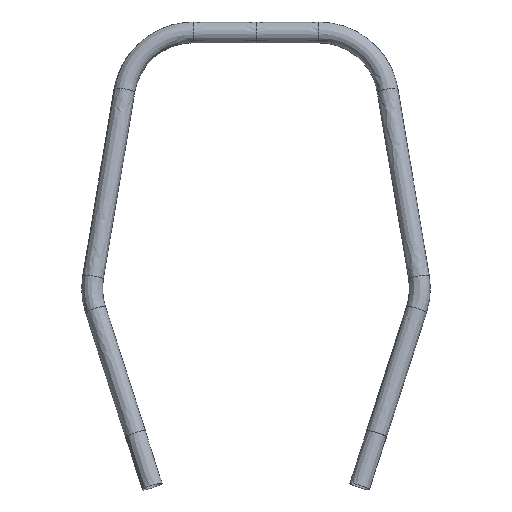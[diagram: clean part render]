
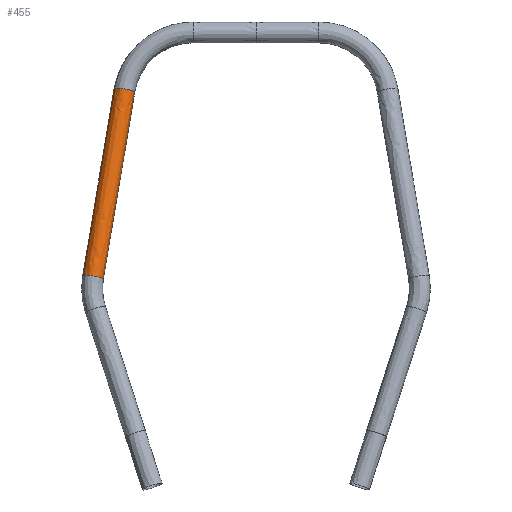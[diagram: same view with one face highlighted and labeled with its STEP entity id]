
A CAD part, left-side view. The second image highlights one B-rep face of the part: STEP entity #455.
In plain terms, the highlighted free-form (B-spline) face has degree [5, 5] with [6, 6] control points.
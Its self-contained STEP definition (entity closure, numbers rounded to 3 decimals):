
#252=CARTESIAN_POINT('Vertex',(-628.704,218.843,216.304)) ;
#262=CARTESIAN_POINT('Vertex',(-628.103,248.435,221.2)) ;
#318=CARTESIAN_POINT('Control Point',(-628.704,218.843,216.304)) ;
#319=CARTESIAN_POINT('Control Point',(-569.152,218.843,208.992)) ;
#320=CARTESIAN_POINT('Control Point',(-597.726,278.027,222.439)) ;
#321=CARTESIAN_POINT('Control Point',(-657.279,278.027,229.751)) ;
#322=CARTESIAN_POINT('Control Point',(-688.257,218.843,223.617)) ;
#323=CARTESIAN_POINT('Control Point',(-628.704,218.843,216.304)) ;
#370=CARTESIAN_POINT('Control Point',(-628.704,218.843,216.304)) ;
#371=CARTESIAN_POINT('Control Point',(-622.124,209.843,269.902)) ;
#372=CARTESIAN_POINT('Control Point',(-615.543,200.843,323.499)) ;
#373=CARTESIAN_POINT('Control Point',(-608.962,191.843,377.097)) ;
#374=CARTESIAN_POINT('Control Point',(-602.381,182.843,430.694)) ;
#375=CARTESIAN_POINT('Control Point',(-595.8,173.843,484.292)) ;
#376=CARTESIAN_POINT('Vertex',(-595.8,173.843,484.292)) ;
#380=CARTESIAN_POINT('Control Point',(-628.103,248.435,221.2)) ;
#381=CARTESIAN_POINT('Control Point',(-621.522,239.435,274.797)) ;
#382=CARTESIAN_POINT('Control Point',(-614.942,230.435,328.395)) ;
#383=CARTESIAN_POINT('Control Point',(-608.361,221.435,381.992)) ;
#384=CARTESIAN_POINT('Control Point',(-601.78,212.435,435.59)) ;
#385=CARTESIAN_POINT('Control Point',(-595.199,203.435,489.187)) ;
#386=CARTESIAN_POINT('Vertex',(-595.199,203.435,489.187)) ;
#405=CARTESIAN_POINT('Control Point',(-628.704,218.843,216.304)) ;
#406=CARTESIAN_POINT('Control Point',(-569.152,218.843,208.992)) ;
#407=CARTESIAN_POINT('Control Point',(-597.726,278.027,222.439)) ;
#408=CARTESIAN_POINT('Control Point',(-657.279,278.027,229.751)) ;
#409=CARTESIAN_POINT('Control Point',(-688.257,218.843,223.617)) ;
#410=CARTESIAN_POINT('Control Point',(-628.704,218.843,216.304)) ;
#411=CARTESIAN_POINT('Control Point',(-622.124,209.843,269.902)) ;
#412=CARTESIAN_POINT('Control Point',(-562.571,209.843,262.59)) ;
#413=CARTESIAN_POINT('Control Point',(-591.145,269.027,276.036)) ;
#414=CARTESIAN_POINT('Control Point',(-650.698,269.027,283.348)) ;
#415=CARTESIAN_POINT('Control Point',(-681.676,209.843,277.214)) ;
#416=CARTESIAN_POINT('Control Point',(-622.124,209.843,269.902)) ;
#417=CARTESIAN_POINT('Control Point',(-615.543,200.843,323.499)) ;
#418=CARTESIAN_POINT('Control Point',(-555.99,200.843,316.187)) ;
#419=CARTESIAN_POINT('Control Point',(-584.564,260.027,329.634)) ;
#420=CARTESIAN_POINT('Control Point',(-644.117,260.027,336.946)) ;
#421=CARTESIAN_POINT('Control Point',(-675.095,200.843,330.812)) ;
#422=CARTESIAN_POINT('Control Point',(-615.543,200.843,323.499)) ;
#423=CARTESIAN_POINT('Control Point',(-608.962,191.843,377.097)) ;
#424=CARTESIAN_POINT('Control Point',(-549.409,191.843,369.785)) ;
#425=CARTESIAN_POINT('Control Point',(-577.983,251.027,383.231)) ;
#426=CARTESIAN_POINT('Control Point',(-637.536,251.027,390.543)) ;
#427=CARTESIAN_POINT('Control Point',(-668.514,191.843,384.409)) ;
#428=CARTESIAN_POINT('Control Point',(-608.962,191.843,377.097)) ;
#429=CARTESIAN_POINT('Control Point',(-602.381,182.843,430.694)) ;
#430=CARTESIAN_POINT('Control Point',(-542.828,182.843,423.382)) ;
#431=CARTESIAN_POINT('Control Point',(-571.402,242.027,436.829)) ;
#432=CARTESIAN_POINT('Control Point',(-630.955,242.027,444.141)) ;
#433=CARTESIAN_POINT('Control Point',(-661.933,182.843,438.007)) ;
#434=CARTESIAN_POINT('Control Point',(-602.381,182.843,430.694)) ;
#435=CARTESIAN_POINT('Control Point',(-595.8,173.843,484.292)) ;
#436=CARTESIAN_POINT('Control Point',(-536.247,173.843,476.98)) ;
#437=CARTESIAN_POINT('Control Point',(-564.821,233.027,490.426)) ;
#438=CARTESIAN_POINT('Control Point',(-624.374,233.027,497.738)) ;
#439=CARTESIAN_POINT('Control Point',(-655.352,173.843,491.604)) ;
#440=CARTESIAN_POINT('Control Point',(-595.8,173.843,484.292)) ;
#442=CARTESIAN_POINT('Control Point',(-595.8,173.843,484.292)) ;
#443=CARTESIAN_POINT('Control Point',(-536.247,173.843,476.98)) ;
#444=CARTESIAN_POINT('Control Point',(-564.821,233.027,490.426)) ;
#445=CARTESIAN_POINT('Control Point',(-624.374,233.027,497.738)) ;
#446=CARTESIAN_POINT('Control Point',(-655.352,173.843,491.604)) ;
#447=CARTESIAN_POINT('Control Point',(-595.8,173.843,484.292)) ;
#450=ORIENTED_EDGE('',*,*,#388,.F.) ;
#451=ORIENTED_EDGE('',*,*,#324,.T.) ;
#452=ORIENTED_EDGE('',*,*,#378,.T.) ;
#453=ORIENTED_EDGE('',*,*,#448,.F.) ;
#455=ADVANCED_FACE('Balayage.1',(#454),#404,.F.) ;
#324=EDGE_CURVE('',#263,#253,#317,.T.) ;
#378=EDGE_CURVE('',#253,#377,#369,.T.) ;
#388=EDGE_CURVE('',#263,#387,#379,.T.) ;
#448=EDGE_CURVE('',#387,#377,#441,.T.) ;
#449=EDGE_LOOP('',(#450,#451,#452,#453)) ;
#454=FACE_OUTER_BOUND('',#449,.T.) ;
#253=VERTEX_POINT('',#252) ;
#263=VERTEX_POINT('',#262) ;
#377=VERTEX_POINT('',#376) ;
#387=VERTEX_POINT('',#386) ;
#317=(BOUNDED_CURVE()B_SPLINE_CURVE(5,(#318,#319,#320,#321,#322,#323),.UNSPECIFIED.,.F.,.U.)B_SPLINE_CURVE_WITH_KNOTS((6,6),(0.,94.248),.UNSPECIFIED.)CURVE()GEOMETRIC_REPRESENTATION_ITEM()RATIONAL_B_SPLINE_CURVE((1.,0.2,0.2,0.2,0.2,1.))REPRESENTATION_ITEM('')) ;
#369=(BOUNDED_CURVE()B_SPLINE_CURVE(5,(#370,#371,#372,#373,#374,#375),.UNSPECIFIED.,.F.,.U.)B_SPLINE_CURVE_WITH_KNOTS((6,6),(0.,273.724),.UNSPECIFIED.)CURVE()GEOMETRIC_REPRESENTATION_ITEM()RATIONAL_B_SPLINE_CURVE((1.,1.,1.,1.,1.,1.))REPRESENTATION_ITEM('')) ;
#379=(BOUNDED_CURVE()B_SPLINE_CURVE(5,(#380,#381,#382,#383,#384,#385),.UNSPECIFIED.,.F.,.U.)B_SPLINE_CURVE_WITH_KNOTS((6,6),(0.,273.724),.UNSPECIFIED.)CURVE()GEOMETRIC_REPRESENTATION_ITEM()RATIONAL_B_SPLINE_CURVE((0.25,0.25,0.25,0.25,0.25,0.25))REPRESENTATION_ITEM('')) ;
#441=(BOUNDED_CURVE()B_SPLINE_CURVE(5,(#442,#443,#444,#445,#446,#447),.UNSPECIFIED.,.F.,.U.)B_SPLINE_CURVE_WITH_KNOTS((6,6),(0.,94.248),.UNSPECIFIED.)CURVE()GEOMETRIC_REPRESENTATION_ITEM()RATIONAL_B_SPLINE_CURVE((1.,0.2,0.2,0.2,0.2,1.))REPRESENTATION_ITEM('')) ;
#404=(BOUNDED_SURFACE()B_SPLINE_SURFACE(5,5,((#405,#406,#407,#408,#409,#410),(#411,#412,#413,#414,#415,#416),(#417,#418,#419,#420,#421,#422),(#423,#424,#425,#426,#427,#428),(#429,#430,#431,#432,#433,#434),(#435,#436,#437,#438,#439,#440)),.UNSPECIFIED.,.F.,.F.,.U.)B_SPLINE_SURFACE_WITH_KNOTS((6,6),(6,6),(0.,273.724),(0.,94.248),.UNSPECIFIED.)GEOMETRIC_REPRESENTATION_ITEM()RATIONAL_B_SPLINE_SURFACE(((1.,0.2,0.2,0.2,0.2,1.),(1.,0.2,0.2,0.2,0.2,1.),(1.,0.2,0.2,0.2,0.2,1.),(1.,0.2,0.2,0.2,0.2,1.),(1.,0.2,0.2,0.2,0.2,1.),(1.,0.2,0.2,0.2,0.2,1.)))REPRESENTATION_ITEM('Rational BSpline Surface')SURFACE()) ;
